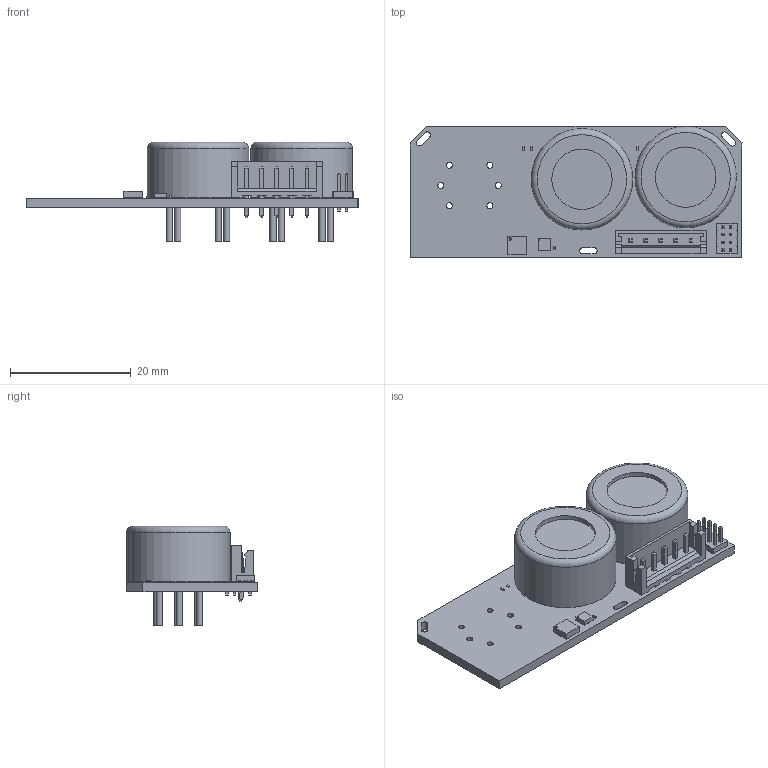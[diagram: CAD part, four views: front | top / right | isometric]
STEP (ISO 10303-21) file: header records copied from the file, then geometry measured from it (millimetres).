
FILE_DESCRIPTION(('KiCad electronic assembly'),'2;1');
FILE_NAME('BalloonExt.step','2020-03-19T14:55:14',('An Author'),( 'A Company'),'Open CASCADE STEP processor 7.4', 'KiCad to STEP converter','Unknown');
FILE_SCHEMA(('AUTOMOTIVE_DESIGN { 1 0 10303 214 1 1 1 1 }'));
Length unit declared in the file: millimetre
Products named in the file (17): Open CASCADE STEP translator 7.4 1; MQ_GasSensor; mq-7; SOLID; R_0201_0603Metric; SHT21; COMPOUND; QFN10_2X2; JST_EH_B5B-EH-A_1x05_P2.50mm_Vertical; PinHeader_2x04_P1.27mm_Vertical; C_0201_0603Metric
Assembly tree (19 placements, depth 3):
  Open CASCADE STEP translator 7.4 1
    MQ_GasSensor
    mq-7  x2
      SOLID
    R_0201_0603Metric  x3
      SOLID
    SHT21
      COMPOUND
    QFN10_2X2
      COMPOUND
    JST_EH_B5B-EH-A_1x05_P2.50mm_Vertical
      SOLID
    PinHeader_2x04_P1.27mm_Vertical
      SOLID
    C_0201_0603Metric
      SOLID
    COMPOUND
Bounding box: 55.01 x 21.86 x 16.5 mm (x, y, z)
Volume: 6045.8 mm3; surface area: 5532.1 mm2
Topology: 29 solids, 29 shells, 632 faces, 1483 edges, 952 vertices
Faces by surface type: plane 533, cylinder 97, torus 2
Full cylindrical faces by diameter (mm): 0.1 x1, 0.375 x1, 0.65 x8, 0.95 x5, 1 x30, 10 x2, 16.8 x2
Entity records: 36741 total; most frequent: CARTESIAN_POINT 5629, DIRECTION 5227, LINE 3660, VECTOR 3660, ORIENTED_EDGE 2642, PCURVE 2642, DEFINITIONAL_REPRESENTATION 2642, EDGE_CURVE 1321
